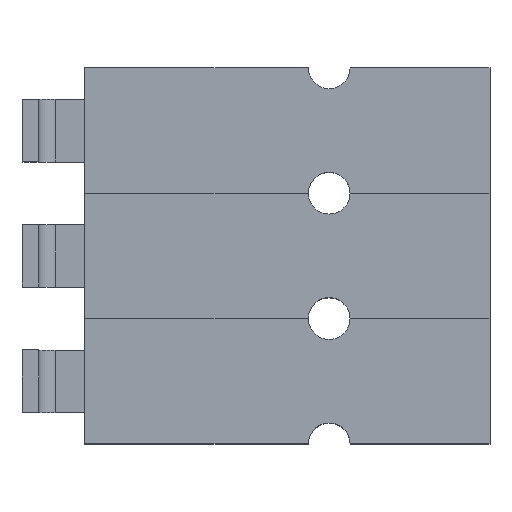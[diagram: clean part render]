
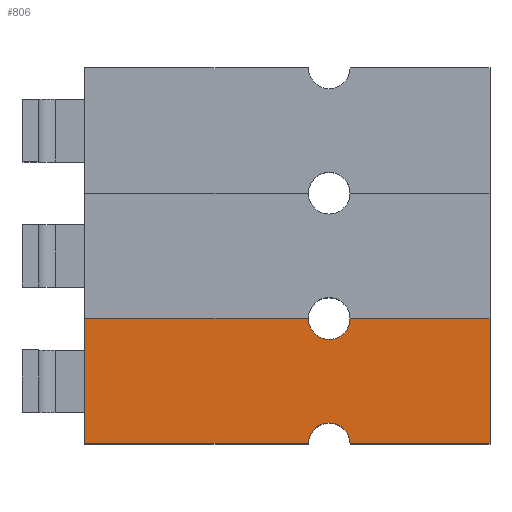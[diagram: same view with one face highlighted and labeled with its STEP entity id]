
A CAD part, top view. The second image highlights one B-rep face of the part: STEP entity #806.
In plain terms, the highlighted planar face has unit normal (0, 0, 1).
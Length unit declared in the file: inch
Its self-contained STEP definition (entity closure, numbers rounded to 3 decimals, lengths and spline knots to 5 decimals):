
#763=CIRCLE('',#2687,0.05);
#764=CIRCLE('',#2688,0.05);
#806=ADVANCED_FACE('',(#996),#908,.T.);
#908=PLANE('',#2689);
#996=FACE_OUTER_BOUND('',#1096,.T.);
#1096=EDGE_LOOP('',(#1261,#1262,#1263,#1264,#1265,#1266,#1267,#1268));
#1261=ORIENTED_EDGE('',*,*,#1967,.F.);
#1262=ORIENTED_EDGE('',*,*,#1956,.T.);
#1263=ORIENTED_EDGE('',*,*,#1966,.T.);
#1264=ORIENTED_EDGE('',*,*,#1921,.T.);
#1265=ORIENTED_EDGE('',*,*,#1968,.F.);
#1266=ORIENTED_EDGE('',*,*,#1959,.T.);
#1267=ORIENTED_EDGE('',*,*,#1950,.T.);
#1268=ORIENTED_EDGE('',*,*,#1915,.T.);
#1735=VERTEX_POINT('',#3307);
#1736=VERTEX_POINT('',#3309);
#1741=VERTEX_POINT('',#3320);
#1742=VERTEX_POINT('',#3322);
#1765=VERTEX_POINT('',#3378);
#1770=VERTEX_POINT('',#3390);
#1771=VERTEX_POINT('',#3391);
#1772=VERTEX_POINT('',#3396);
#1915=EDGE_CURVE('',#1736,#1735,#2185,.T.);
#1921=EDGE_CURVE('',#1742,#1741,#2191,.T.);
#1950=EDGE_CURVE('',#1765,#1736,#2218,.T.);
#1956=EDGE_CURVE('',#1770,#1771,#2224,.T.);
#1959=EDGE_CURVE('',#1772,#1765,#2227,.T.);
#1966=EDGE_CURVE('',#1771,#1742,#2234,.T.);
#1967=EDGE_CURVE('',#1770,#1735,#763,.T.);
#1968=EDGE_CURVE('',#1772,#1741,#764,.T.);
#2185=LINE('',#3308,#2431);
#2191=LINE('',#3321,#2437);
#2218=LINE('',#3377,#2464);
#2224=LINE('',#3389,#2470);
#2227=LINE('',#3395,#2473);
#2234=LINE('',#3408,#2480);
#2431=VECTOR('',#2806,1.);
#2437=VECTOR('',#2814,1.);
#2464=VECTOR('',#2853,1.);
#2470=VECTOR('',#2861,1.);
#2473=VECTOR('',#2866,1.);
#2480=VECTOR('',#2875,1.);
#2687=AXIS2_PLACEMENT_3D('',#3410,#2878,#2879);
#2688=AXIS2_PLACEMENT_3D('',#3411,#2880,#2881);
#2689=AXIS2_PLACEMENT_3D('',#3412,#2882,#2883);
#2806=DIRECTION('',(-1.,0.,0.));
#2814=DIRECTION('',(1.,0.,0.));
#2853=DIRECTION('',(0.,1.,0.));
#2861=DIRECTION('',(-1.,0.,0.));
#2866=DIRECTION('',(1.,0.,0.));
#2875=DIRECTION('',(0.,-1.,0.));
#2878=DIRECTION('',(0.,0.,1.));
#2879=DIRECTION('',(1.,0.,0.));
#2880=DIRECTION('',(0.,0.,1.));
#2881=DIRECTION('',(1.,0.,0.));
#2882=DIRECTION('',(0.,0.,1.));
#2883=DIRECTION('',(1.,0.,0.));
#3307=CARTESIAN_POINT('',(0.635,0.3,0.31));
#3308=CARTESIAN_POINT('',(0.97,0.3,0.31));
#3309=CARTESIAN_POINT('',(0.97,0.3,0.31));
#3320=CARTESIAN_POINT('',(0.535,0.,0.31));
#3321=CARTESIAN_POINT('',(0.,0.,0.31));
#3322=CARTESIAN_POINT('',(0.,0.,0.31));
#3377=CARTESIAN_POINT('',(0.97,0.,0.31));
#3378=CARTESIAN_POINT('',(0.97,0.,0.31));
#3389=CARTESIAN_POINT('',(0.97,0.3,0.31));
#3390=CARTESIAN_POINT('',(0.535,0.3,0.31));
#3391=CARTESIAN_POINT('',(0.,0.3,0.31));
#3395=CARTESIAN_POINT('',(0.,0.,0.31));
#3396=CARTESIAN_POINT('',(0.635,0.,0.31));
#3408=CARTESIAN_POINT('',(0.,0.3,0.31));
#3410=CARTESIAN_POINT('',(0.585,0.3,0.31));
#3411=CARTESIAN_POINT('',(0.585,0.,0.31));
#3412=CARTESIAN_POINT('',(0.,0.,0.31));
